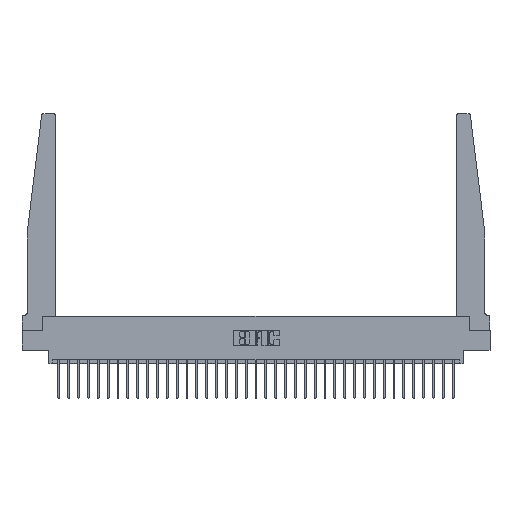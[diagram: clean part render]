
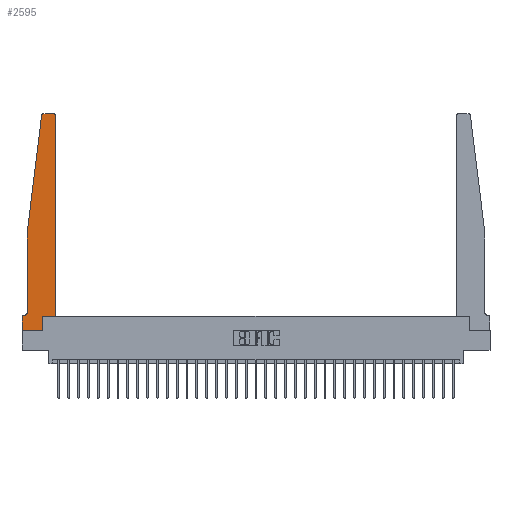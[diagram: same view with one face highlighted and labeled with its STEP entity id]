
A CAD part, top view. The second image highlights one B-rep face of the part: STEP entity #2595.
In plain terms, the highlighted planar face has unit normal (0, 0, 1).
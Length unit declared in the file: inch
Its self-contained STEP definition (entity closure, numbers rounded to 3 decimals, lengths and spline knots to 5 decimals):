
#150 = VERTEX_POINT ( 'NONE', #26691 ) ;
#858 = AXIS2_PLACEMENT_3D ( 'NONE', #1490, #11470, #21437 ) ;
#1218 = CARTESIAN_POINT ( 'NONE',  ( 0., 0.1875, 0.37 ) ) ;
#1262 = VERTEX_POINT ( 'NONE', #29068 ) ;
#1329 = LINE ( 'NONE', #6395, #18822 ) ;
#1490 = CARTESIAN_POINT ( 'NONE',  ( 0.395, 2.72, 0.37 ) ) ;
#1523 = ORIENTED_EDGE ( 'NONE', *, *, #7075, .T. ) ;
#1525 = EDGE_CURVE ( 'NONE', #20929, #23858, #4692, .T. ) ;
#2595 = ADVANCED_FACE ( 'NONE', ( #4528 ), #19106, .T. ) ;
#2950 = ORIENTED_EDGE ( 'NONE', *, *, #23086, .T. ) ;
#3535 = DIRECTION ( 'NONE',  ( 1., 0., 0. ) ) ;
#3804 = VERTEX_POINT ( 'NONE', #6253 ) ;
#3835 = VECTOR ( 'NONE', #13881, 39.37008 ) ;
#4347 = CARTESIAN_POINT ( 'NONE',  ( 0.065, 1.25, 0.37 ) ) ;
#4357 = DIRECTION ( 'NONE',  ( 0., 0., 1. ) ) ;
#4528 = FACE_OUTER_BOUND ( 'NONE', #5657, .T. ) ;
#4614 = ORIENTED_EDGE ( 'NONE', *, *, #6685, .T. ) ;
#4662 = CARTESIAN_POINT ( 'NONE',  ( 0.065, 0.2375, 0.37 ) ) ;
#4692 = LINE ( 'NONE', #22344, #16987 ) ;
#5275 = EDGE_CURVE ( 'NONE', #23858, #23725, #16804, .T. ) ;
#5657 = EDGE_LOOP ( 'NONE', ( #2950, #21275, #24865, #25588, #25919, #25350, #27570, #1523, #21892, #4614, #28783, #7225 ) ) ;
#5665 = DIRECTION ( 'NONE',  ( 1., 0., 0. ) ) ;
#6253 = CARTESIAN_POINT ( 'NONE',  ( 0.015, 0.1875, 0.37 ) ) ;
#6395 = CARTESIAN_POINT ( 'NONE',  ( 0.425, 0.18, 0.37 ) ) ;
#6495 = EDGE_CURVE ( 'NONE', #1262, #29403, #26908, .T. ) ;
#6516 = CARTESIAN_POINT ( 'NONE',  ( 0., 0.1875, 0.37 ) ) ;
#6678 = DIRECTION ( 'NONE',  ( 1., 0., 0. ) ) ;
#6685 = EDGE_CURVE ( 'NONE', #11428, #19924, #21183, .T. ) ;
#6901 = LINE ( 'NONE', #21295, #23424 ) ;
#7075 = EDGE_CURVE ( 'NONE', #22396, #29901, #10382, .T. ) ;
#7225 = ORIENTED_EDGE ( 'NONE', *, *, #6495, .T. ) ;
#7243 = CARTESIAN_POINT ( 'NONE',  ( 0., 0., 0.37 ) ) ;
#8428 = EDGE_CURVE ( 'NONE', #150, #20929, #26932, .T. ) ;
#8460 = CARTESIAN_POINT ( 'NONE',  ( 0.425, 0.18, 0.37 ) ) ;
#8536 = DIRECTION ( 'NONE',  ( 0., 1., 0. ) ) ;
#8661 = DIRECTION ( 'NONE',  ( -1., 0., 0. ) ) ;
#8852 = DIRECTION ( 'NONE',  ( 0., 0., -1. ) ) ;
#8861 = CARTESIAN_POINT ( 'NONE',  ( 0.2605, 0., 0.37 ) ) ;
#9375 = DIRECTION ( 'NONE',  ( 0., -1., 0. ) ) ;
#9566 = VERTEX_POINT ( 'NONE', #1218 ) ;
#10382 = LINE ( 'NONE', #13008, #18037 ) ;
#11065 = DIRECTION ( 'NONE',  ( 0., 0., 1. ) ) ;
#11428 = VERTEX_POINT ( 'NONE', #30248 ) ;
#11470 = DIRECTION ( 'NONE',  ( 0., 0., 1. ) ) ;
#12082 = EDGE_CURVE ( 'NONE', #3804, #9566, #25784, .T. ) ;
#13008 = CARTESIAN_POINT ( 'NONE',  ( 0., 0., 0.37 ) ) ;
#13445 = CARTESIAN_POINT ( 'NONE',  ( 0.015, 0.2375, 0.37 ) ) ;
#13881 = DIRECTION ( 'NONE',  ( -1., 0., 0. ) ) ;
#14279 = CARTESIAN_POINT ( 'NONE',  ( 0.425, 0.18, 0.37 ) ) ;
#15328 = DIRECTION ( 'NONE',  ( 0., -1., 0. ) ) ;
#15497 = AXIS2_PLACEMENT_3D ( 'NONE', #26528, #11065, #3535 ) ;
#15499 = VECTOR ( 'NONE', #5665, 39.37008 ) ;
#16104 = CARTESIAN_POINT ( 'NONE',  ( 0.395, 2.75, 0.37 ) ) ;
#16220 = EDGE_CURVE ( 'NONE', #23725, #3804, #29610, .T. ) ;
#16266 = LINE ( 'NONE', #31262, #28164 ) ;
#16278 = VECTOR ( 'NONE', #8661, 39.37008 ) ;
#16804 = LINE ( 'NONE', #4347, #19065 ) ;
#16815 = AXIS2_PLACEMENT_3D ( 'NONE', #6516, #4357, #6678 ) ;
#16987 = VECTOR ( 'NONE', #27075, 39.37008 ) ;
#17269 = DIRECTION ( 'NONE',  ( 1., 0., 0. ) ) ;
#18037 = VECTOR ( 'NONE', #17269, 39.37008 ) ;
#18505 = EDGE_CURVE ( 'NONE', #29901, #11428, #6901, .T. ) ;
#18609 = CARTESIAN_POINT ( 'NONE',  ( 0.065, 0.1875, 0.37 ) ) ;
#18822 = VECTOR ( 'NONE', #8536, 39.37008 ) ;
#19065 = VECTOR ( 'NONE', #15328, 39.37008 ) ;
#19106 = PLANE ( 'NONE',  #16815 ) ;
#19924 = VERTEX_POINT ( 'NONE', #14279 ) ;
#20929 = VERTEX_POINT ( 'NONE', #29860 ) ;
#21183 = LINE ( 'NONE', #8460, #15499 ) ;
#21275 = ORIENTED_EDGE ( 'NONE', *, *, #8428, .T. ) ;
#21295 = CARTESIAN_POINT ( 'NONE',  ( 0.2605, 0.18, 0.37 ) ) ;
#21437 = DIRECTION ( 'NONE',  ( 1., 0., 0. ) ) ;
#21892 = ORIENTED_EDGE ( 'NONE', *, *, #18505, .T. ) ;
#22344 = CARTESIAN_POINT ( 'NONE',  ( 0.065, 1.25, 0.37 ) ) ;
#22396 = VERTEX_POINT ( 'NONE', #7243 ) ;
#23086 = EDGE_CURVE ( 'NONE', #29403, #150, #28430, .T. ) ;
#23424 = VECTOR ( 'NONE', #31714, 39.37008 ) ;
#23550 = DIRECTION ( 'NONE',  ( -1., 0., 0. ) ) ;
#23725 = VERTEX_POINT ( 'NONE', #4662 ) ;
#23858 = VERTEX_POINT ( 'NONE', #31238 ) ;
#24865 = ORIENTED_EDGE ( 'NONE', *, *, #1525, .T. ) ;
#25350 = ORIENTED_EDGE ( 'NONE', *, *, #12082, .T. ) ;
#25588 = ORIENTED_EDGE ( 'NONE', *, *, #5275, .T. ) ;
#25784 = LINE ( 'NONE', #18609, #3835 ) ;
#25803 = CARTESIAN_POINT ( 'NONE',  ( 0.25, 2.75, 0.37 ) ) ;
#25919 = ORIENTED_EDGE ( 'NONE', *, *, #16220, .T. ) ;
#26528 = CARTESIAN_POINT ( 'NONE',  ( 0.27653, 2.72, 0.37 ) ) ;
#26691 = CARTESIAN_POINT ( 'NONE',  ( 0.27653, 2.75, 0.37 ) ) ;
#26908 = CIRCLE ( 'NONE', #858, 0.03 ) ;
#26932 = CIRCLE ( 'NONE', #15497, 0.03 ) ;
#27075 = DIRECTION ( 'NONE',  ( -0.122, -0.992, 0. ) ) ;
#27570 = ORIENTED_EDGE ( 'NONE', *, *, #29414, .T. ) ;
#28164 = VECTOR ( 'NONE', #9375, 39.37008 ) ;
#28430 = LINE ( 'NONE', #25803, #16278 ) ;
#28783 = ORIENTED_EDGE ( 'NONE', *, *, #29959, .T. ) ;
#29068 = CARTESIAN_POINT ( 'NONE',  ( 0.425, 2.72, 0.37 ) ) ;
#29403 = VERTEX_POINT ( 'NONE', #16104 ) ;
#29414 = EDGE_CURVE ( 'NONE', #9566, #22396, #16266, .T. ) ;
#29610 = CIRCLE ( 'NONE', #31156, 0.05 ) ;
#29860 = CARTESIAN_POINT ( 'NONE',  ( 0.24675, 2.72367, 0.37 ) ) ;
#29901 = VERTEX_POINT ( 'NONE', #8861 ) ;
#29959 = EDGE_CURVE ( 'NONE', #19924, #1262, #1329, .T. ) ;
#30248 = CARTESIAN_POINT ( 'NONE',  ( 0.2605, 0.18, 0.37 ) ) ;
#31156 = AXIS2_PLACEMENT_3D ( 'NONE', #13445, #8852, #23550 ) ;
#31238 = CARTESIAN_POINT ( 'NONE',  ( 0.065, 1.25, 0.37 ) ) ;
#31262 = CARTESIAN_POINT ( 'NONE',  ( 0., 0., 0.37 ) ) ;
#31714 = DIRECTION ( 'NONE',  ( 0., 1., 0. ) ) ;
